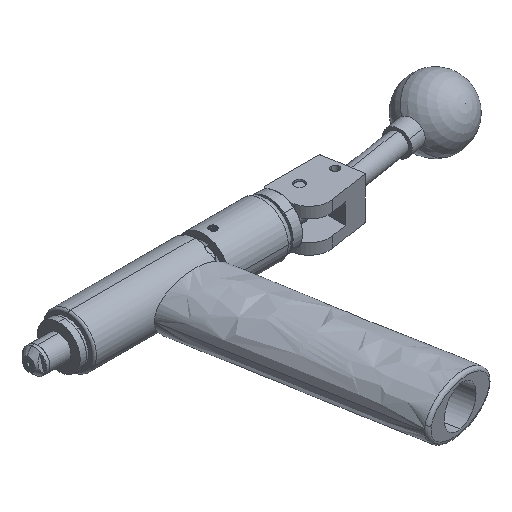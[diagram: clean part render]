
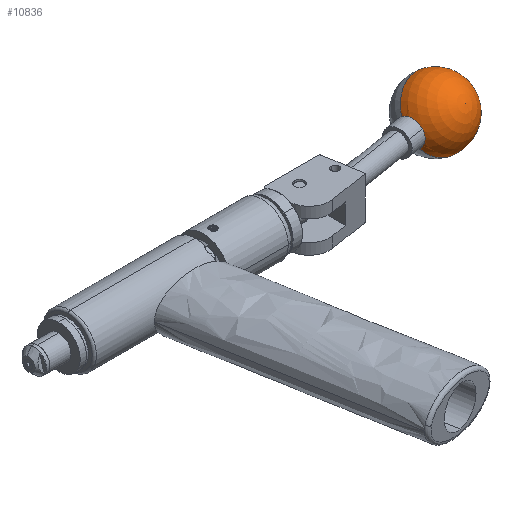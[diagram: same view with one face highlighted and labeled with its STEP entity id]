
A CAD part, isometric view. The second image highlights one B-rep face of the part: STEP entity #10836.
In plain terms, the highlighted spherical face has radius 15.875 mm.
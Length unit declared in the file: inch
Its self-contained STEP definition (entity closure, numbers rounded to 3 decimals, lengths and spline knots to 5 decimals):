
#338 = AXIS2_PLACEMENT_3D ( 'NONE', #11638, #2732, #11393 ) ;
#580 = FACE_OUTER_BOUND ( 'NONE', #11829, .T. ) ;
#1219 = ORIENTED_EDGE ( 'NONE', *, *, #9131, .T. ) ;
#2272 = CIRCLE ( 'NONE', #13727, 0.625 ) ;
#2732 = DIRECTION ( 'NONE',  ( 0.988, 0.156, 0. ) ) ;
#3357 = CARTESIAN_POINT ( 'NONE',  ( 6.6125, 0.04597, -0.20274 ) ) ;
#3359 = DIRECTION ( 'NONE',  ( 0.127, -0.801, 0.585 ) ) ;
#4051 = EDGE_CURVE ( 'NONE', #11533, #4989, #2272, .T. ) ;
#4989 = VERTEX_POINT ( 'NONE', #14731 ) ;
#5269 = AXIS2_PLACEMENT_3D ( 'NONE', #15808, #3359, #8432 ) ;
#5840 = DIRECTION ( 'NONE',  ( 0.988, 0.156, 0. ) ) ;
#5846 = SPHERICAL_SURFACE ( 'NONE', #5269, 0.625 ) ;
#5924 = CARTESIAN_POINT ( 'NONE',  ( 7.7727, 0.37782, 0. ) ) ;
#8077 = CARTESIAN_POINT ( 'NONE',  ( 7.15539, 0.28004, 0. ) ) ;
#8432 = DIRECTION ( 'NONE',  ( 0.092, -0.578, -0.811 ) ) ;
#9131 = EDGE_CURVE ( 'NONE', #15039, #10999, #14218, .T. ) ;
#9306 = DIRECTION ( 'NONE',  ( 0.127, -0.801, 0.585 ) ) ;
#9486 = DIRECTION ( 'NONE',  ( 0.127, -0.801, 0.585 ) ) ;
#9495 = CIRCLE ( 'NONE', #12175, 0.25 ) ;
#9718 = DIRECTION ( 'NONE',  ( 0., 0.59, 0.808 ) ) ;
#10225 = EDGE_CURVE ( 'NONE', #11533, #10999, #15354, .T. ) ;
#10768 = CARTESIAN_POINT ( 'NONE',  ( 7.15539, 0.28004, 0. ) ) ;
#10836 = ADVANCED_FACE ( 'NONE', ( #580 ), #5846, .T. ) ;
#10999 = VERTEX_POINT ( 'NONE', #3357 ) ;
#11309 = AXIS2_PLACEMENT_3D ( 'NONE', #8077, #16321, #9718 ) ;
#11393 = DIRECTION ( 'NONE',  ( 0.127, -0.801, 0.585 ) ) ;
#11533 = VERTEX_POINT ( 'NONE', #5924 ) ;
#11638 = CARTESIAN_POINT ( 'NONE',  ( 6.58962, 0.19044, 0. ) ) ;
#11768 = ORIENTED_EDGE ( 'NONE', *, *, #4051, .T. ) ;
#11829 = EDGE_LOOP ( 'NONE', ( #12278, #11768, #16313, #1219 ) ) ;
#12175 = AXIS2_PLACEMENT_3D ( 'NONE', #15881, #5840, #9486 ) ;
#12278 = ORIENTED_EDGE ( 'NONE', *, *, #10225, .F. ) ;
#12495 = EDGE_CURVE ( 'NONE', #4989, #15039, #9495, .T. ) ;
#13727 = AXIS2_PLACEMENT_3D ( 'NONE', #10768, #9306, #14432 ) ;
#14218 = CIRCLE ( 'NONE', #338, 0.25 ) ;
#14336 = CARTESIAN_POINT ( 'NONE',  ( 6.62134, -0.00981, 0.14627 ) ) ;
#14432 = DIRECTION ( 'NONE',  ( 0., -0.59, -0.808 ) ) ;
#14731 = CARTESIAN_POINT ( 'NONE',  ( 6.56674, 0.3349, 0.20274 ) ) ;
#15039 = VERTEX_POINT ( 'NONE', #14336 ) ;
#15354 = CIRCLE ( 'NONE', #11309, 0.625 ) ;
#15808 = CARTESIAN_POINT ( 'NONE',  ( 7.15539, 0.28004, 0. ) ) ;
#15881 = CARTESIAN_POINT ( 'NONE',  ( 6.58962, 0.19044, 0. ) ) ;
#16313 = ORIENTED_EDGE ( 'NONE', *, *, #12495, .T. ) ;
#16321 = DIRECTION ( 'NONE',  ( -0.127, 0.801, -0.585 ) ) ;
